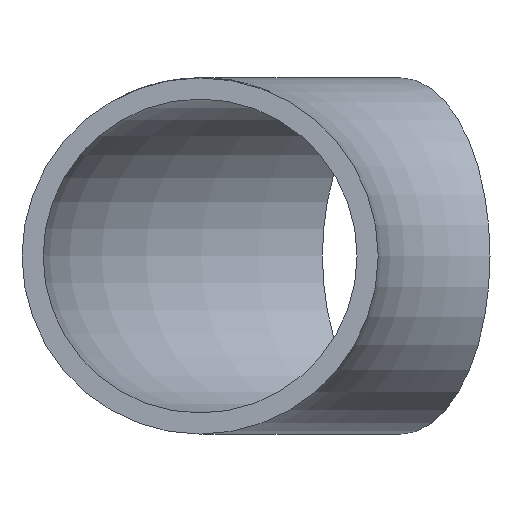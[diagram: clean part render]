
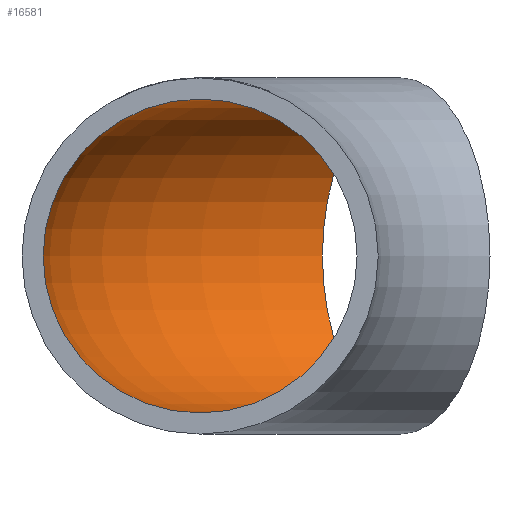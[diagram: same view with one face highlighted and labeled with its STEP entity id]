
A CAD part, front view. The second image highlights one B-rep face of the part: STEP entity #16581.
In plain terms, the highlighted toroidal (fillet/blend) face has major radius 38 mm and minor radius 14.85 mm.
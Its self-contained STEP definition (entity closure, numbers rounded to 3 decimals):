
#785 = FACE_OUTER_BOUND ( 'NONE', #11306, .T. ) ;
#1290 = TOROIDAL_SURFACE ( 'NONE', #6830, 38., 14.85 ) ;
#3506 = ORIENTED_EDGE ( 'NONE', *, *, #14930, .T. ) ;
#4098 = DIRECTION ( 'NONE',  ( 0., 0., 1. ) ) ;
#5455 = CIRCLE ( 'NONE', #8926, 14.85 ) ;
#6339 = CARTESIAN_POINT ( 'NONE',  ( 0., 0., 0. ) ) ;
#6830 = AXIS2_PLACEMENT_3D ( 'NONE', #6339, #9320, #16508 ) ;
#8072 = CARTESIAN_POINT ( 'NONE',  ( -38., 0., 14.85 ) ) ;
#8216 = ORIENTED_EDGE ( 'NONE', *, *, #11053, .F. ) ;
#8926 = AXIS2_PLACEMENT_3D ( 'NONE', #12559, #13746, #4098 ) ;
#9320 = DIRECTION ( 'NONE',  ( 0., 0., -1. ) ) ;
#10624 = AXIS2_PLACEMENT_3D ( 'NONE', #10798, #17685, #17515 ) ;
#10798 = CARTESIAN_POINT ( 'NONE',  ( -19., 32.909, 0. ) ) ;
#11053 = EDGE_CURVE ( 'NONE', #16349, #16349, #5455, .T. ) ;
#11306 = EDGE_LOOP ( 'NONE', ( #3506 ) ) ;
#12559 = CARTESIAN_POINT ( 'NONE',  ( -38., 0., 0. ) ) ;
#13746 = DIRECTION ( 'NONE',  ( 0., 1., 0. ) ) ;
#13815 = CARTESIAN_POINT ( 'NONE',  ( -26.425, 45.769, 0. ) ) ;
#13908 = VERTEX_POINT ( 'NONE', #13815 ) ;
#14392 = CIRCLE ( 'NONE', #10624, 14.85 ) ;
#14930 = EDGE_CURVE ( 'NONE', #13908, #13908, #14392, .T. ) ;
#15218 = EDGE_LOOP ( 'NONE', ( #8216 ) ) ;
#16349 = VERTEX_POINT ( 'NONE', #8072 ) ;
#16508 = DIRECTION ( 'NONE',  ( -1., 0., 0. ) ) ;
#16581 = ADVANCED_FACE ( 'NONE', ( #785, #17166 ), #1290, .F. ) ;
#17166 = FACE_OUTER_BOUND ( 'NONE', #15218, .T. ) ;
#17515 = DIRECTION ( 'NONE',  ( -0.5, 0.866, 0. ) ) ;
#17685 = DIRECTION ( 'NONE',  ( 0.866, 0.5, 0. ) ) ;
